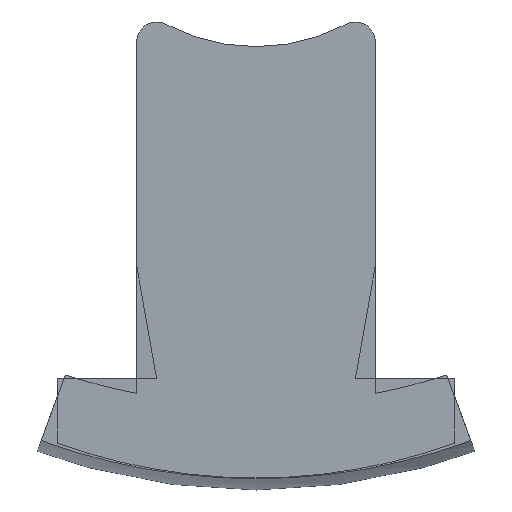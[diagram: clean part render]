
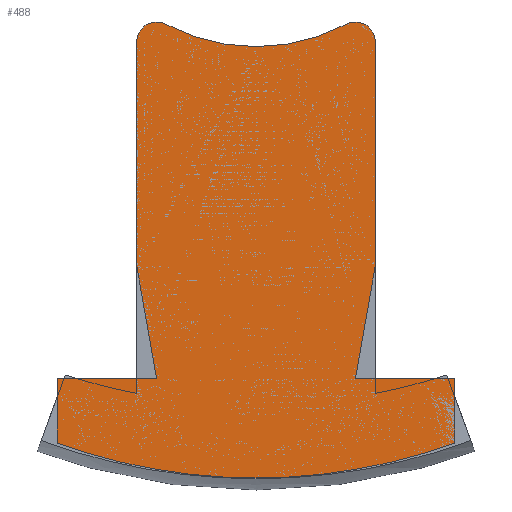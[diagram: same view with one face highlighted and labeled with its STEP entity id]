
A CAD part, left-side view. The second image highlights one B-rep face of the part: STEP entity #488.
In plain terms, the highlighted planar face has unit normal (-1, 0, 0).
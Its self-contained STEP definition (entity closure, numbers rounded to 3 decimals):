
#48=LINE('',#790,#86);
#51=LINE('',#796,#89);
#52=LINE('',#798,#90);
#53=LINE('',#800,#91);
#54=LINE('',#802,#92);
#55=LINE('',#810,#93);
#56=LINE('',#812,#94);
#57=LINE('',#813,#95);
#86=VECTOR('',#618,10.);
#89=VECTOR('',#623,10.);
#90=VECTOR('',#624,10.);
#91=VECTOR('',#625,10.);
#92=VECTOR('',#626,10.);
#93=VECTOR('',#633,10.);
#94=VECTOR('',#634,10.);
#95=VECTOR('',#635,10.);
#125=PLANE('',#541);
#142=FACE_OUTER_BOUND('',#168,.T.);
#168=EDGE_LOOP('',(#353,#354,#355,#356,#357,#358,#359,#360,#361,#362,#363,
#364,#365));
#193=CIRCLE('',#535,146.969);
#195=CIRCLE('',#537,146.969);
#198=CIRCLE('',#542,5.);
#199=CIRCLE('',#543,48.5);
#200=CIRCLE('',#544,5.);
#224=VERTEX_POINT('',#776);
#226=VERTEX_POINT('',#779);
#228=VERTEX_POINT('',#783);
#230=VERTEX_POINT('',#789);
#232=VERTEX_POINT('',#795);
#233=VERTEX_POINT('',#797);
#234=VERTEX_POINT('',#799);
#235=VERTEX_POINT('',#801);
#236=VERTEX_POINT('',#803);
#237=VERTEX_POINT('',#805);
#238=VERTEX_POINT('',#807);
#239=VERTEX_POINT('',#809);
#240=VERTEX_POINT('',#811);
#273=EDGE_CURVE('',#226,#224,#193,.T.);
#275=EDGE_CURVE('',#228,#226,#195,.T.);
#278=EDGE_CURVE('',#230,#228,#48,.T.);
#281=EDGE_CURVE('',#232,#224,#51,.T.);
#282=EDGE_CURVE('',#233,#232,#52,.T.);
#283=EDGE_CURVE('',#234,#233,#53,.T.);
#284=EDGE_CURVE('',#235,#234,#54,.T.);
#285=EDGE_CURVE('',#235,#236,#198,.T.);
#286=EDGE_CURVE('',#237,#236,#199,.T.);
#287=EDGE_CURVE('',#238,#237,#200,.T.);
#288=EDGE_CURVE('',#238,#239,#55,.T.);
#289=EDGE_CURVE('',#239,#240,#56,.T.);
#290=EDGE_CURVE('',#240,#230,#57,.T.);
#353=ORIENTED_EDGE('',*,*,#275,.T.);
#354=ORIENTED_EDGE('',*,*,#273,.T.);
#355=ORIENTED_EDGE('',*,*,#281,.F.);
#356=ORIENTED_EDGE('',*,*,#282,.F.);
#357=ORIENTED_EDGE('',*,*,#283,.F.);
#358=ORIENTED_EDGE('',*,*,#284,.F.);
#359=ORIENTED_EDGE('',*,*,#285,.T.);
#360=ORIENTED_EDGE('',*,*,#286,.F.);
#361=ORIENTED_EDGE('',*,*,#287,.F.);
#362=ORIENTED_EDGE('',*,*,#288,.T.);
#363=ORIENTED_EDGE('',*,*,#289,.T.);
#364=ORIENTED_EDGE('',*,*,#290,.T.);
#365=ORIENTED_EDGE('',*,*,#278,.T.);
#488=ADVANCED_FACE('',(#142),#125,.F.);
#535=AXIS2_PLACEMENT_3D('',#780,#606,#607);
#537=AXIS2_PLACEMENT_3D('',#784,#610,#611);
#541=AXIS2_PLACEMENT_3D('',#794,#621,#622);
#542=AXIS2_PLACEMENT_3D('',#804,#627,#628);
#543=AXIS2_PLACEMENT_3D('',#806,#629,#630);
#544=AXIS2_PLACEMENT_3D('',#808,#631,#632);
#606=DIRECTION('center_axis',(-1.,0.,0.));
#607=DIRECTION('ref_axis',(0.,0.,-1.));
#610=DIRECTION('center_axis',(-1.,0.,0.));
#611=DIRECTION('ref_axis',(0.,0.,-1.));
#618=DIRECTION('',(0.,0.,-1.));
#621=DIRECTION('center_axis',(1.,0.,0.));
#622=DIRECTION('ref_axis',(0.,0.,-1.));
#623=DIRECTION('',(0.,0.,-1.));
#624=DIRECTION('',(0.,-1.,0.));
#625=DIRECTION('',(0.,0.174,-0.985));
#626=DIRECTION('',(0.,0.,-1.));
#627=DIRECTION('center_axis',(-1.,0.,0.));
#628=DIRECTION('ref_axis',(0.,-0.516,0.857));
#629=DIRECTION('center_axis',(-1.,0.,0.));
#630=DIRECTION('ref_axis',(0.,1.,0.));
#631=DIRECTION('center_axis',(1.,0.,0.));
#632=DIRECTION('ref_axis',(0.,0.516,0.857));
#633=DIRECTION('',(0.,0.,-1.));
#634=DIRECTION('',(0.,-0.174,-0.985));
#635=DIRECTION('',(0.,1.,0.));
#776=CARTESIAN_POINT('',(-30.,-50.,-148.203));
#779=CARTESIAN_POINT('',(-30.,0.,-156.969));
#780=CARTESIAN_POINT('Origin',(-30.,0.,-10.));
#783=CARTESIAN_POINT('',(-30.,50.,-148.203));
#784=CARTESIAN_POINT('Origin',(-30.,0.,-10.));
#789=CARTESIAN_POINT('',(-30.,50.,-132.));
#790=CARTESIAN_POINT('',(-30.,50.,-160.));
#794=CARTESIAN_POINT('Origin',(-30.,25.,-99.054));
#795=CARTESIAN_POINT('',(-30.,-50.,-132.));
#796=CARTESIAN_POINT('',(-30.,-50.,-160.));
#797=CARTESIAN_POINT('',(-30.,-25.,-132.));
#798=CARTESIAN_POINT('',(-30.,-50.,-132.));
#799=CARTESIAN_POINT('',(-30.,-30.,-103.644));
#800=CARTESIAN_POINT('',(-30.,-25.,-132.));
#801=CARTESIAN_POINT('',(-30.,-30.,-47.3));
#802=CARTESIAN_POINT('',(-30.,-30.,-103.644));
#803=CARTESIAN_POINT('',(-30.,-22.664,-42.879));
#804=CARTESIAN_POINT('Origin',(-30.,-25.,-47.3));
#805=CARTESIAN_POINT('',(-30.,22.664,-42.879));
#806=CARTESIAN_POINT('Origin',(-30.,0.,0.));
#807=CARTESIAN_POINT('',(-30.,30.,-47.3));
#808=CARTESIAN_POINT('Origin',(-30.,25.,-47.3));
#809=CARTESIAN_POINT('',(-30.,30.,-103.644));
#810=CARTESIAN_POINT('',(-30.,30.,-103.644));
#811=CARTESIAN_POINT('',(-30.,25.,-132.));
#812=CARTESIAN_POINT('',(-30.,25.,-132.));
#813=CARTESIAN_POINT('',(-30.,50.,-132.));
